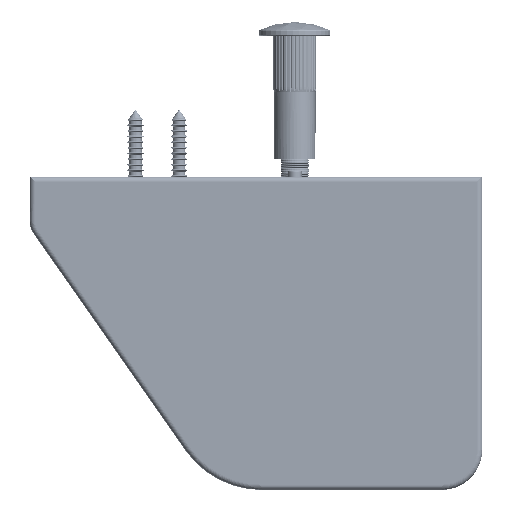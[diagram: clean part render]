
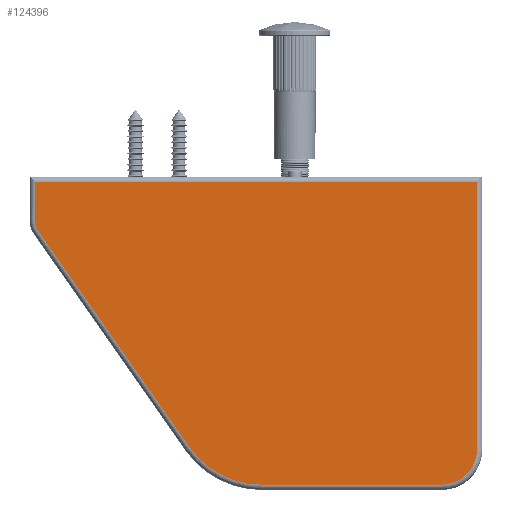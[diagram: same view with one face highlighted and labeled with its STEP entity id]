
A CAD part, left-side view. The second image highlights one B-rep face of the part: STEP entity #124396.
In plain terms, the highlighted face is planar.
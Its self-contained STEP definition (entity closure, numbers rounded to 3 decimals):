
#592 = CARTESIAN_POINT ( 'NONE',  ( 1.5, 127., 3. ) ) ;
#1028 = VECTOR ( 'NONE', #71200, 1000. ) ;
#2821 = EDGE_CURVE ( 'NONE', #34875, #18088, #30101, .T. ) ;
#5676 = CARTESIAN_POINT ( 'NONE',  ( 77.5, 117., 3. ) ) ;
#5682 = ORIENTED_EDGE ( 'NONE', *, *, #11011, .T. ) ;
#8580 = EDGE_CURVE ( 'NONE', #73337, #34875, #23668, .T. ) ;
#11011 = EDGE_CURVE ( 'NONE', #84531, #88094, #106087, .T. ) ;
#13891 = CARTESIAN_POINT ( 'NONE',  ( 77.5, 117., 3. ) ) ;
#16535 = VERTEX_POINT ( 'NONE', #108453 ) ;
#18088 = VERTEX_POINT ( 'NONE', #66506 ) ;
#18094 = DIRECTION ( 'NONE',  ( 1., 0., 0. ) ) ;
#22328 = VECTOR ( 'NONE', #44880, 1000. ) ;
#23654 = EDGE_LOOP ( 'NONE', ( #45756, #110618, #129083, #5682, #73267, #98711, #24917, #71150 ) ) ;
#23668 = LINE ( 'NONE', #65402, #22328 ) ;
#24917 = ORIENTED_EDGE ( 'NONE', *, *, #103847, .T. ) ;
#25652 = AXIS2_PLACEMENT_3D ( 'NONE', #5676, #88450, #67876 ) ;
#27948 = VECTOR ( 'NONE', #102054, 1000. ) ;
#28062 = AXIS2_PLACEMENT_3D ( 'NONE', #40599, #61818, #18094 ) ;
#30101 = LINE ( 'NONE', #39707, #27948 ) ;
#34875 = VERTEX_POINT ( 'NONE', #592 ) ;
#35697 = FACE_OUTER_BOUND ( 'NONE', #23654, .T. ) ;
#37494 = VECTOR ( 'NONE', #94123, 1000. ) ;
#38298 = AXIS2_PLACEMENT_3D ( 'NONE', #128167, #88422, #119257 ) ;
#39707 = CARTESIAN_POINT ( 'NONE',  ( 1.5, 0., 3. ) ) ;
#40599 = CARTESIAN_POINT ( 'NONE',  ( 62.5, 65.861, 3. ) ) ;
#43310 = DIRECTION ( 'NONE',  ( 1., 0., 0. ) ) ;
#44493 = CARTESIAN_POINT ( 'NONE',  ( 12.75, 1.5, 3. ) ) ;
#44880 = DIRECTION ( 'NONE',  ( -1., 0., 0. ) ) ;
#45104 = CARTESIAN_POINT ( 'NONE',  ( 15.331, 2.314, 3. ) ) ;
#45756 = ORIENTED_EDGE ( 'NONE', *, *, #8580, .T. ) ;
#48316 = EDGE_CURVE ( 'NONE', #18088, #84531, #102720, .T. ) ;
#49952 = CIRCLE ( 'NONE', #28062, 25. ) ;
#58263 = EDGE_CURVE ( 'NONE', #16535, #86912, #49952, .T. ) ;
#58558 = EDGE_CURVE ( 'NONE', #63016, #73337, #91523, .T. ) ;
#60895 = LINE ( 'NONE', #122542, #67231 ) ;
#61818 = DIRECTION ( 'NONE',  ( 0., 0., 1. ) ) ;
#62053 = EDGE_CURVE ( 'NONE', #88094, #16535, #83137, .T. ) ;
#63016 = VERTEX_POINT ( 'NONE', #100375 ) ;
#64943 = CARTESIAN_POINT ( 'NONE',  ( 87.5, 65.861, 3. ) ) ;
#65402 = CARTESIAN_POINT ( 'NONE',  ( 0., 127., 3. ) ) ;
#66506 = CARTESIAN_POINT ( 'NONE',  ( 1.5, 1.5, 3. ) ) ;
#67231 = VECTOR ( 'NONE', #92419, 1000. ) ;
#67876 = DIRECTION ( 'NONE',  ( 1., 0., 0. ) ) ;
#71150 = ORIENTED_EDGE ( 'NONE', *, *, #58558, .T. ) ;
#71200 = DIRECTION ( 'NONE',  ( 1., 0., 0. ) ) ;
#73267 = ORIENTED_EDGE ( 'NONE', *, *, #62053, .T. ) ;
#73337 = VERTEX_POINT ( 'NONE', #111534 ) ;
#83137 = LINE ( 'NONE', #124912, #37494 ) ;
#84531 = VERTEX_POINT ( 'NONE', #44493 ) ;
#86424 = DIRECTION ( 'NONE',  ( 0., 0., 1. ) ) ;
#86912 = VERTEX_POINT ( 'NONE', #64943 ) ;
#88094 = VERTEX_POINT ( 'NONE', #45104 ) ;
#88422 = DIRECTION ( 'NONE',  ( 0., 0., 1. ) ) ;
#88450 = DIRECTION ( 'NONE',  ( 0., 0., 1. ) ) ;
#90401 = CARTESIAN_POINT ( 'NONE',  ( 12.75, 1.5, 3. ) ) ;
#91523 = CIRCLE ( 'NONE', #25652, 10. ) ;
#92419 = DIRECTION ( 'NONE',  ( 0., 1., 0. ) ) ;
#94123 = DIRECTION ( 'NONE',  ( 0.819, 0.574, 0. ) ) ;
#98711 = ORIENTED_EDGE ( 'NONE', *, *, #58263, .T. ) ;
#100375 = CARTESIAN_POINT ( 'NONE',  ( 87.5, 117., 3. ) ) ;
#102054 = DIRECTION ( 'NONE',  ( 0., -1., 0. ) ) ;
#102720 = LINE ( 'NONE', #90401, #1028 ) ;
#103847 = EDGE_CURVE ( 'NONE', #86912, #63016, #60895, .T. ) ;
#106087 = CIRCLE ( 'NONE', #38298, 4.5 ) ;
#106327 = PLANE ( 'NONE',  #120528 ) ;
#108453 = CARTESIAN_POINT ( 'NONE',  ( 76.839, 45.382, 3. ) ) ;
#110618 = ORIENTED_EDGE ( 'NONE', *, *, #2821, .T. ) ;
#111534 = CARTESIAN_POINT ( 'NONE',  ( 77.5, 127., 3. ) ) ;
#119257 = DIRECTION ( 'NONE',  ( 1., 0., 0. ) ) ;
#120528 = AXIS2_PLACEMENT_3D ( 'NONE', #13891, #86424, #43310 ) ;
#122542 = CARTESIAN_POINT ( 'NONE',  ( 87.5, 117., 3. ) ) ;
#124396 = ADVANCED_FACE ( 'NONE', ( #35697 ), #106327, .T. ) ;
#124912 = CARTESIAN_POINT ( 'NONE',  ( 76.839, 45.382, 3. ) ) ;
#128167 = CARTESIAN_POINT ( 'NONE',  ( 12.75, 6., 3. ) ) ;
#129083 = ORIENTED_EDGE ( 'NONE', *, *, #48316, .T. ) ;
